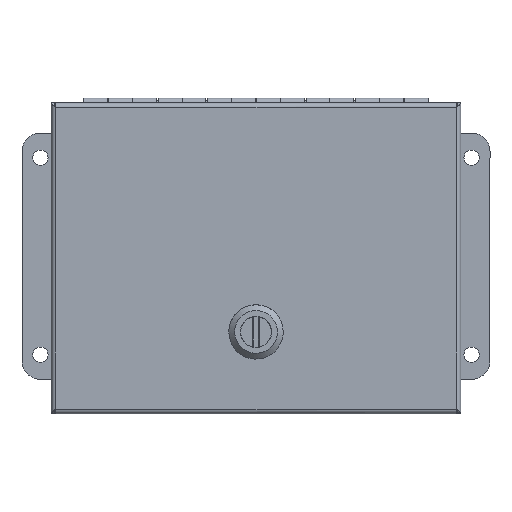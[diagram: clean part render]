
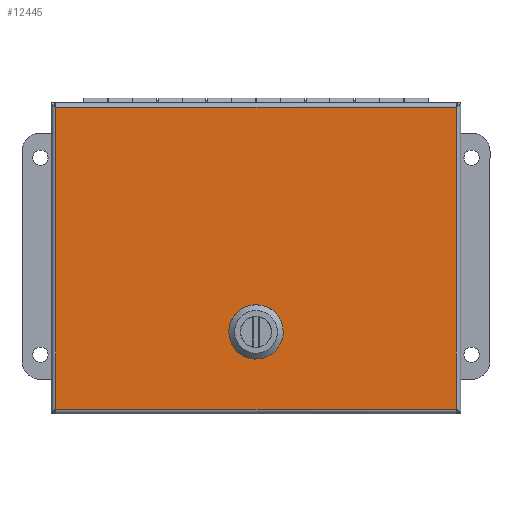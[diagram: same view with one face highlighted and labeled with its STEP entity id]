
A CAD part, top view. The second image highlights one B-rep face of the part: STEP entity #12445.
In plain terms, the highlighted face is planar.
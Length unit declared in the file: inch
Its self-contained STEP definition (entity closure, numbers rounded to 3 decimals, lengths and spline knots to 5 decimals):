
#549=FACE_BOUND('',#2329,.T.);
#632=CIRCLE('',#13482,0.45);
#634=CIRCLE('',#13486,0.45);
#636=CIRCLE('',#13490,0.45);
#638=CIRCLE('',#13494,0.45);
#1189=PLANE('',#13502);
#1586=FACE_OUTER_BOUND('',#2328,.T.);
#2328=EDGE_LOOP('',(#8369,#8370,#8371,#8372));
#2329=EDGE_LOOP('',(#8373,#8374,#8375,#8376,#8377,#8378,#8379,#8380));
#3109=LINE('',#18521,#4155);
#3132=LINE('',#18706,#4178);
#3148=LINE('',#18911,#4194);
#3152=LINE('',#18923,#4198);
#3156=LINE('',#18935,#4202);
#3160=LINE('',#18946,#4206);
#3162=LINE('',#18950,#4208);
#3164=LINE('',#18954,#4210);
#4155=VECTOR('',#14779,0.3937);
#4178=VECTOR('',#14824,0.3937);
#4194=VECTOR('',#14878,0.3937);
#4198=VECTOR('',#14890,0.3937);
#4202=VECTOR('',#14902,0.3937);
#4206=VECTOR('',#14914,0.3937);
#4208=VECTOR('',#14920,0.3937);
#4210=VECTOR('',#14926,0.3937);
#5298=VERTEX_POINT('',#18385);
#5321=VERTEX_POINT('',#18520);
#5333=VERTEX_POINT('',#18621);
#5343=VERTEX_POINT('',#18700);
#5348=VERTEX_POINT('',#18901);
#5349=VERTEX_POINT('',#18902);
#5352=VERTEX_POINT('',#18910);
#5354=VERTEX_POINT('',#18916);
#5356=VERTEX_POINT('',#18922);
#5358=VERTEX_POINT('',#18928);
#5360=VERTEX_POINT('',#18934);
#5362=VERTEX_POINT('',#18940);
#6420=EDGE_CURVE('',#5321,#5298,#3109,.T.);
#6457=EDGE_CURVE('',#5333,#5343,#3132,.T.);
#6480=EDGE_CURVE('',#5348,#5349,#632,.T.);
#6484=EDGE_CURVE('',#5352,#5348,#3148,.T.);
#6487=EDGE_CURVE('',#5354,#5352,#634,.T.);
#6490=EDGE_CURVE('',#5356,#5354,#3152,.T.);
#6493=EDGE_CURVE('',#5358,#5356,#636,.T.);
#6496=EDGE_CURVE('',#5360,#5358,#3156,.T.);
#6499=EDGE_CURVE('',#5362,#5360,#638,.T.);
#6502=EDGE_CURVE('',#5349,#5362,#3160,.T.);
#6504=EDGE_CURVE('',#5343,#5321,#3162,.T.);
#6506=EDGE_CURVE('',#5298,#5333,#3164,.T.);
#8369=ORIENTED_EDGE('',*,*,#6457,.T.);
#8370=ORIENTED_EDGE('',*,*,#6504,.T.);
#8371=ORIENTED_EDGE('',*,*,#6420,.T.);
#8372=ORIENTED_EDGE('',*,*,#6506,.T.);
#8373=ORIENTED_EDGE('',*,*,#6480,.T.);
#8374=ORIENTED_EDGE('',*,*,#6502,.T.);
#8375=ORIENTED_EDGE('',*,*,#6499,.T.);
#8376=ORIENTED_EDGE('',*,*,#6496,.T.);
#8377=ORIENTED_EDGE('',*,*,#6493,.T.);
#8378=ORIENTED_EDGE('',*,*,#6490,.T.);
#8379=ORIENTED_EDGE('',*,*,#6487,.T.);
#8380=ORIENTED_EDGE('',*,*,#6484,.T.);
#12445=ADVANCED_FACE('',(#1586,#549),#1189,.F.);
#13482=AXIS2_PLACEMENT_3D('',#18903,#14870,#14871);
#13486=AXIS2_PLACEMENT_3D('',#18917,#14883,#14884);
#13490=AXIS2_PLACEMENT_3D('',#18929,#14895,#14896);
#13494=AXIS2_PLACEMENT_3D('',#18941,#14907,#14908);
#13502=AXIS2_PLACEMENT_3D('',#18956,#14929,#14930);
#14779=DIRECTION('',(0.,1.,0.));
#14824=DIRECTION('',(0.,-1.,0.));
#14870=DIRECTION('center_axis',(0.,0.,1.));
#14871=DIRECTION('ref_axis',(-0.889,0.458,0.));
#14878=DIRECTION('',(-1.,0.,0.));
#14883=DIRECTION('center_axis',(0.,0.,1.));
#14884=DIRECTION('ref_axis',(0.458,0.889,0.));
#14890=DIRECTION('',(0.,1.,0.));
#14895=DIRECTION('center_axis',(0.,0.,1.));
#14896=DIRECTION('ref_axis',(0.889,-0.458,0.));
#14902=DIRECTION('',(1.,0.,0.));
#14907=DIRECTION('center_axis',(0.,0.,1.));
#14908=DIRECTION('ref_axis',(-0.458,-0.889,0.));
#14914=DIRECTION('',(0.,-1.,0.));
#14920=DIRECTION('',(-1.,0.,0.));
#14926=DIRECTION('',(1.,0.,0.));
#14929=DIRECTION('center_axis',(0.,0.,1.));
#14930=DIRECTION('ref_axis',(1.,0.,0.));
#18385=CARTESIAN_POINT('',(0.09325,8.21675,0.));
#18520=CARTESIAN_POINT('',(0.09325,0.09325,0.));
#18521=CARTESIAN_POINT('',(0.09325,2.12413,0.));
#18621=CARTESIAN_POINT('',(6.21675,8.21675,0.));
#18700=CARTESIAN_POINT('',(6.21675,0.09325,0.));
#18706=CARTESIAN_POINT('',(6.21675,6.18588,0.));
#18901=CARTESIAN_POINT('',(4.44384,4.555,0.));
#18902=CARTESIAN_POINT('',(4.25,4.36116,0.));
#18903=CARTESIAN_POINT('Origin',(4.65,4.155,0.));
#18910=CARTESIAN_POINT('',(4.85616,4.555,0.));
#18911=CARTESIAN_POINT('',(4.00558,4.555,0.));
#18916=CARTESIAN_POINT('',(5.05,4.36116,0.));
#18917=CARTESIAN_POINT('Origin',(4.65,4.155,0.));
#18922=CARTESIAN_POINT('',(5.05,3.94884,0.));
#18923=CARTESIAN_POINT('',(5.05,4.05192,0.));
#18928=CARTESIAN_POINT('',(4.85616,3.755,0.));
#18929=CARTESIAN_POINT('Origin',(4.65,4.155,0.));
#18934=CARTESIAN_POINT('',(4.44384,3.755,0.));
#18935=CARTESIAN_POINT('',(3.79942,3.755,0.));
#18940=CARTESIAN_POINT('',(4.25,3.94884,0.));
#18941=CARTESIAN_POINT('Origin',(4.65,4.155,0.));
#18946=CARTESIAN_POINT('',(4.25,4.25808,0.));
#18950=CARTESIAN_POINT('',(4.68588,0.09325,0.));
#18954=CARTESIAN_POINT('',(1.62413,8.21675,0.));
#18956=CARTESIAN_POINT('Origin',(3.155,4.155,0.));
